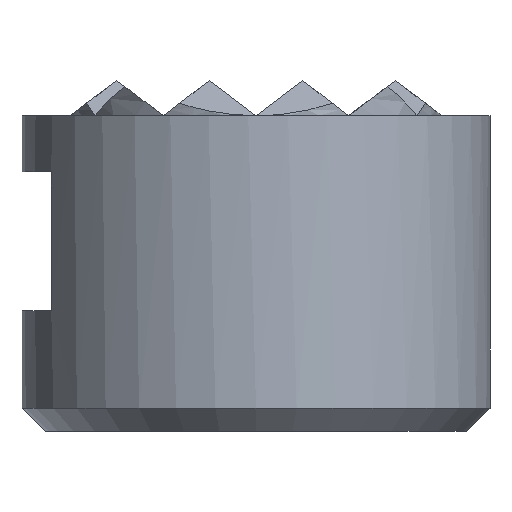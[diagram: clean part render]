
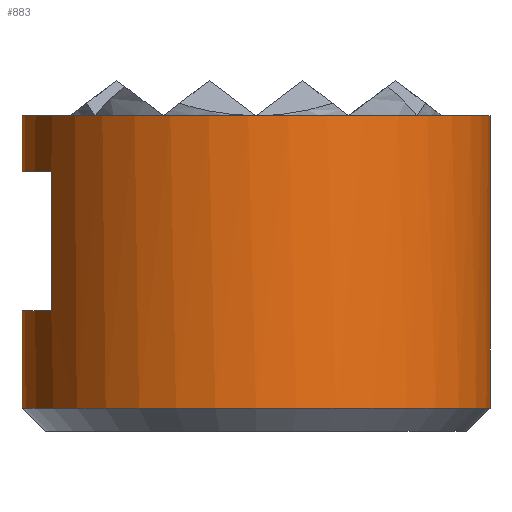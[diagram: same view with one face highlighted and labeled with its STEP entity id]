
A CAD part, front view. The second image highlights one B-rep face of the part: STEP entity #883.
In plain terms, the highlighted cylindrical face has radius 8 mm (diameter 16 mm), a partial arc.
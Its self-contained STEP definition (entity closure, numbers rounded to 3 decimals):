
#405=VERTEX_POINT('',#1022);
#439=VERTEX_POINT('',#1060);
#495=VERTEX_POINT('',#1120);
#541=EDGE_CURVE('',#827,#851,#1172,.T.);
#581=EDGE_CURVE('',#689,#847,#1220,.T.);
#655=VERTEX_POINT('',#1302);
#685=EDGE_CURVE('',#495,#439,#1340,.T.);
#689=VERTEX_POINT('',#1345);
#717=EDGE_CURVE('',#439,#771,#1375,.T.);
#767=EDGE_CURVE('',#771,#655,#1435,.T.);
#771=VERTEX_POINT('',#1440);
#773=EDGE_CURVE('',#495,#689,#1442,.T.);
#795=EDGE_CURVE('',#847,#851,#1467,.T.);
#799=EDGE_CURVE('',#827,#405,#1472,.T.);
#827=VERTEX_POINT('',#1503);
#847=VERTEX_POINT('',#1526);
#849=EDGE_CURVE('',#655,#405,#1528,.T.);
#851=VERTEX_POINT('',#1530);
#883=ADVANCED_FACE('',(#1564),#1565,.T.);
#1022=CARTESIAN_POINT('',(8.,0.,0.8));
#1060=CARTESIAN_POINT('',(-8.,0.,10.8));
#1120=CARTESIAN_POINT('',(-8.,0.,8.875));
#1172=LINE('',#1944,#1945);
#1220=LINE('',#2004,#2005);
#1302=CARTESIAN_POINT('',(8.,0.,10.8));
#1340=LINE('',#2158,#2159);
#1345=CARTESIAN_POINT('',(-7.0,-3.873,8.875));
#1375=CIRCLE('',#2207,8.0);
#1435=CIRCLE('',#2292,8.0);
#1440=CARTESIAN_POINT('',(7.343,-3.175,10.8));
#1442=CIRCLE('',#2300,8.0);
#1467=CIRCLE('',#2332,8.0);
#1472=CIRCLE('',#2338,8.0);
#1503=CARTESIAN_POINT('',(-8.,0.,0.8));
#1526=CARTESIAN_POINT('',(-7.0,-3.873,4.125));
#1528=LINE('',#2409,#2410);
#1530=CARTESIAN_POINT('',(-8.,0.,4.125));
#1564=FACE_OUTER_BOUND('',#2464,.T.);
#1565=CYLINDRICAL_SURFACE('',#2465,8.0);
#1944=CARTESIAN_POINT('',(-8.,0.,5.8));
#1945=VECTOR('',#2810,1.0);
#2004=CARTESIAN_POINT('',(-7.0,-3.873,5.8));
#2005=VECTOR('',#2883,1.0);
#2158=CARTESIAN_POINT('',(-8.,0.,5.8));
#2159=VECTOR('',#3049,1.0);
#2207=AXIS2_PLACEMENT_3D('',#3085,#3086,#3087);
#2292=AXIS2_PLACEMENT_3D('',#3176,#3177,#3178);
#2300=AXIS2_PLACEMENT_3D('',#3186,#3187,#3188);
#2332=AXIS2_PLACEMENT_3D('',#3223,#3224,#3225);
#2338=AXIS2_PLACEMENT_3D('',#3234,#3235,#3236);
#2409=CARTESIAN_POINT('',(8.,0.,5.8));
#2410=VECTOR('',#3291,1.0);
#2464=EDGE_LOOP('',(#3322,#3323,#3324,#3325,#3326,#3327,#3328,#3329,#3330));
#2465=AXIS2_PLACEMENT_3D('',#3331,#3332,#3333);
#2810=DIRECTION('',(0.,0.,1.0));
#2883=DIRECTION('',(0.,0.,-1.0));
#3049=DIRECTION('',(0.,0.,1.0));
#3085=CARTESIAN_POINT('',(0.,0.,10.8));
#3086=DIRECTION('',(0.,0.,1.0));
#3087=DIRECTION('',(-1.0,0.,0.));
#3176=CARTESIAN_POINT('',(0.,0.,10.8));
#3177=DIRECTION('',(0.,0.,1.0));
#3178=DIRECTION('',(-1.0,0.,0.));
#3186=CARTESIAN_POINT('',(0.,0.,8.875));
#3187=DIRECTION('',(0.,0.,1.0));
#3188=DIRECTION('',(-1.0,0.,0.));
#3223=CARTESIAN_POINT('',(0.,0.,4.125));
#3224=DIRECTION('',(0.,0.,-1.0));
#3225=DIRECTION('',(-1.0,0.,0.));
#3234=CARTESIAN_POINT('',(0.,0.,0.8));
#3235=DIRECTION('',(0.,0.,1.0));
#3236=DIRECTION('',(-1.0,0.,0.));
#3291=DIRECTION('',(0.,0.,-1.0));
#3322=ORIENTED_EDGE('',*,*,#541,.F.);
#3323=ORIENTED_EDGE('',*,*,#799,.T.);
#3324=ORIENTED_EDGE('',*,*,#849,.F.);
#3325=ORIENTED_EDGE('',*,*,#767,.F.);
#3326=ORIENTED_EDGE('',*,*,#717,.F.);
#3327=ORIENTED_EDGE('',*,*,#685,.F.);
#3328=ORIENTED_EDGE('',*,*,#773,.T.);
#3329=ORIENTED_EDGE('',*,*,#581,.T.);
#3330=ORIENTED_EDGE('',*,*,#795,.T.);
#3331=CARTESIAN_POINT('',(0.,0.,5.8));
#3332=DIRECTION('',(0.,0.,-1.0));
#3333=DIRECTION('',(-1.0,0.,0.));
